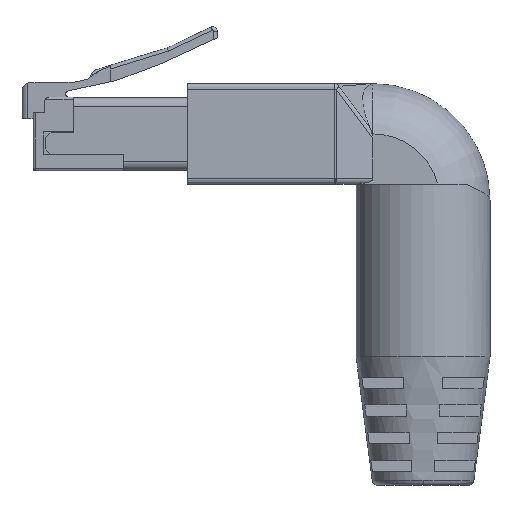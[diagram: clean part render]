
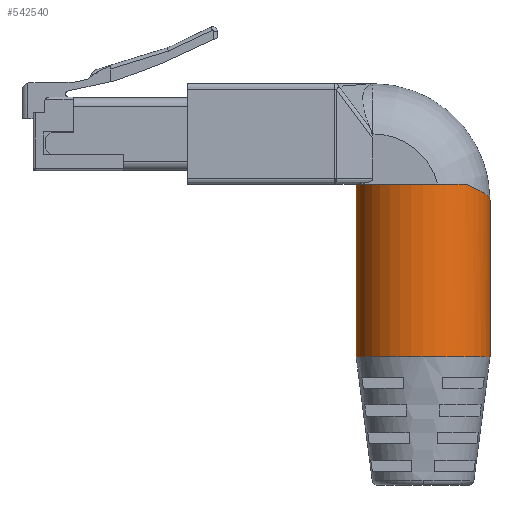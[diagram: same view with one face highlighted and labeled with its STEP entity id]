
A CAD part, left-side view. The second image highlights one B-rep face of the part: STEP entity #542540.
In plain terms, the highlighted cylindrical face has radius 6 mm (diameter 12 mm), a partial arc.
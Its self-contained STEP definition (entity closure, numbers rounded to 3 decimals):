
#372350=CARTESIAN_POINT('',(-6.,-22.,-4.8));
#372360=VERTEX_POINT('',#372350);
#372390=CARTESIAN_POINT('',(0.,-22.,-4.8));
#372400=DIRECTION('',(0.,0.,1.));
#372410=DIRECTION('',(1.,0.,0.));
#372420=AXIS2_PLACEMENT_3D('',#372390,#372400,#372410);
#372430=CIRCLE('',#372420,6.);
#372440=CARTESIAN_POINT('',(0.,-16.,-4.8));
#372450=VERTEX_POINT('',#372440);
#372460=EDGE_CURVE('',#372450,#372360,#372430,.T.);
#541240=CARTESIAN_POINT('',(-4.652,-25.789,-4.8));
#541250=VERTEX_POINT('',#541240);
#541280=EDGE_CURVE('',#372360,#541250,#372430,.T.);
#541330=CARTESIAN_POINT('',(0.,-17.5,-6.3));
#541340=DIRECTION('',(1.,0.,0.));
#541350=DIRECTION('',(0.,0.,1.));
#541360=AXIS2_PLACEMENT_3D('',#541330,#541340,#541350);
#541370=DEGENERATE_TOROIDAL_SURFACE('',#541360,4.25,6.25,.T.);
#541470=CARTESIAN_POINT('',(0.,-28.,-6.3)
);
#541480=VERTEX_POINT('',#541470);
#541510=CARTESIAN_POINT('',(0.,-22.,-4.8));
#541520=DIRECTION('',(0.,0.,1.));
#541530=DIRECTION('',(1.,0.,0.));
#541540=AXIS2_PLACEMENT_3D('',#541510,#541520,#541530);
#541550=CYLINDRICAL_SURFACE('',#541540,6.);
#541560=CARTESIAN_POINT('',(-4.652,-25.789,
-4.8));
#541570=CARTESIAN_POINT('',(-4.583,-25.873,
-4.836));
#541580=CARTESIAN_POINT('',(-4.512,-25.957,
-4.872));
#541590=CARTESIAN_POINT('',(-4.438,-26.038,
-4.907));
#541600=CARTESIAN_POINT('',(-4.364,-26.119,
-4.942));
#541610=CARTESIAN_POINT('',(-4.288,-26.199,
-4.976));
#541620=CARTESIAN_POINT('',(-4.209,-26.276,
-5.01));
#541630=CARTESIAN_POINT('',(-4.131,-26.353,
-5.044));
#541640=CARTESIAN_POINT('',(-4.05,-26.429,
-5.078));
#541650=CARTESIAN_POINT('',(-3.967,-26.502,
-5.111));
#541660=CARTESIAN_POINT('',(-3.925,-26.538,
-5.127));
#541670=CARTESIAN_POINT('',(-3.884,-26.574,
-5.144));
#541680=CARTESIAN_POINT('',(-3.841,-26.609,
-5.16));
#541690=CARTESIAN_POINT('',(-3.799,-26.645,
-5.177));
#541700=CARTESIAN_POINT('',(-3.756,-26.679,
-5.193));
#541710=CARTESIAN_POINT('',(-3.712,-26.714,
-5.209));
#541720=CARTESIAN_POINT('',(-3.626,-26.782,
-5.241));
#541730=CARTESIAN_POINT('',(-3.537,-26.848,
-5.273));
#541740=CARTESIAN_POINT('',(-3.446,-26.912,
-5.305));
#541750=CARTESIAN_POINT('',(-3.355,-26.976,
-5.337));
#541760=CARTESIAN_POINT('',(-3.262,-27.037,
-5.368));
#541770=CARTESIAN_POINT('',(-3.168,-27.095,
-5.4));
#541780=CARTESIAN_POINT('',(-3.074,-27.154,
-5.431));
#541790=CARTESIAN_POINT('',(-2.978,-27.21,
-5.462));
#541800=CARTESIAN_POINT('',(-2.88,-27.263,
-5.493));
#541810=CARTESIAN_POINT('',(-2.832,-27.29,
-5.508));
#541820=CARTESIAN_POINT('',(-2.783,-27.316,
-5.524));
#541830=CARTESIAN_POINT('',(-2.733,-27.341,
-5.539));
#541840=CARTESIAN_POINT('',(-2.684,-27.366,
-5.554));
#541850=CARTESIAN_POINT('',(-2.634,-27.391,
-5.57));
#541860=CARTESIAN_POINT('',(-2.584,-27.415,
-5.585));
#541870=CARTESIAN_POINT('',(-2.484,-27.463,
-5.615));
#541880=CARTESIAN_POINT('',(-2.382,-27.508,
-5.646));
#541890=CARTESIAN_POINT('',(-2.279,-27.55,
-5.676));
#541900=CARTESIAN_POINT('',(-2.176,-27.593,
-5.706));
#541910=CARTESIAN_POINT('',(-2.072,-27.632,
-5.736));
#541920=CARTESIAN_POINT('',(-1.967,-27.669,
-5.767));
#541930=CARTESIAN_POINT('',(-1.861,-27.705,
-5.797));
#541940=CARTESIAN_POINT('',(-1.755,-27.739,
-5.827));
#541950=CARTESIAN_POINT('',(-1.648,-27.769,
-5.856));
#541960=CARTESIAN_POINT('',(-1.541,-27.8,
-5.886));
#541970=CARTESIAN_POINT('',(-1.434,-27.827,
-5.916));
#541980=CARTESIAN_POINT('',(-1.325,-27.852,
-5.946));
#541990=CARTESIAN_POINT('',(-1.216,-27.876,
-5.975));
#542000=CARTESIAN_POINT('',(-1.107,-27.898,
-6.005));
#542010=CARTESIAN_POINT('',(-0.997,-27.917,
-6.035));
#542020=CARTESIAN_POINT('',(-0.942,-27.926,
-6.049));
#542030=CARTESIAN_POINT('',(-0.887,-27.934,
-6.064));
#542040=CARTESIAN_POINT('',(-0.832,-27.942,
-6.079));
#542050=CARTESIAN_POINT('',(-0.777,-27.95,
-6.094));
#542060=CARTESIAN_POINT('',(-0.722,-27.957,
-6.108));
#542070=CARTESIAN_POINT('',(-0.667,-27.963,
-6.123));
#542080=CARTESIAN_POINT('',(-0.556,-27.975,
-6.153));
#542090=CARTESIAN_POINT('',(-0.445,-27.985,
-6.182));
#542100=CARTESIAN_POINT('',(-0.334,-27.991,
-6.212));
#542110=CARTESIAN_POINT('',(-0.223,-27.997,
-6.241));
#542120=CARTESIAN_POINT('',(-0.111,-28.,-6.271));
#542130=CARTESIAN_POINT('',(0.,-28.,-6.3)
);
#542140=B_SPLINE_CURVE_WITH_KNOTS('',3,(#541560,#541570,#541580,#541590,
#541600,#541610,#541620,#541630,#541640,#541650,#541660,#541670,#541680,
#541690,#541700,#541710,#541720,#541730,#541740,#541750,#541760,#541770,
#541780,#541790,#541800,#541810,#541820,#541830,#541840,#541850,#541860,
#541870,#541880,#541890,#541900,#541910,#541920,#541930,#541940,#541950,
#541960,#541970,#541980,#541990,#542000,#542010,#542020,#542030,#542040,
#542050,#542060,#542070,#542080,#542090,#542100,#542110,#542120,#542130)
,.UNSPECIFIED.,.F.,.F.,(4,3,3,3,3,3,3,3,3,3,3,3,3,3,3,3,3,3,3,4),(0.,
0.346,0.692,1.038,1.211,
1.383,1.729,2.075,2.421,
2.594,2.767,3.113,3.459,
3.805,4.15,4.496,4.668,
4.841,5.187,5.532),.UNSPECIFIED.);
#542150=SURFACE_CURVE('',#542140,(#541370,#541550),.CURVE_3D.);
#542160=EDGE_CURVE('',#541250,#541480,#542150,.T.);
#542210=CARTESIAN_POINT('',(0.,-22.,-15.15));
#542220=DIRECTION('',(0.,0.,1.));
#542230=DIRECTION('',(0.,1.,0.));
#542240=AXIS2_PLACEMENT_3D('',#542210,#542220,#542230);
#542250=CYLINDRICAL_SURFACE('',#542240,6.);
#542260=ORIENTED_EDGE('',*,*,#542160,.F.);
#542270=CARTESIAN_POINT('',(0.,-28.,-15.15));
#542280=DIRECTION('',(0.,0.,1.));
#542290=VECTOR('',#542280,1.);
#542300=LINE('',#542270,#542290);
#542310=CARTESIAN_POINT('',(0.,-28.,-20.3));
#542320=VERTEX_POINT('',#542310);
#542330=EDGE_CURVE('',#542320,#541480,#542300,.T.);
#542340=ORIENTED_EDGE('',*,*,#542330,.T.);
#542350=CARTESIAN_POINT('',(0.,-22.,-20.3));
#542360=DIRECTION('',(0.,0.,-1.));
#542370=DIRECTION('',(0.,-1.,0.));
#542380=AXIS2_PLACEMENT_3D('',#542350,#542360,#542370);
#542390=CIRCLE('',#542380,6.);
#542400=CARTESIAN_POINT('',(0.,-16.,-20.3));
#542410=VERTEX_POINT('',#542400);
#542420=EDGE_CURVE('',#542320,#542410,#542390,.T.);
#542430=ORIENTED_EDGE('',*,*,#542420,.F.);
#542440=CARTESIAN_POINT('',(0.,-16.,-15.15));
#542450=DIRECTION('',(0.,0.,1.));
#542460=VECTOR('',#542450,1.);
#542470=LINE('',#542440,#542460);
#542480=EDGE_CURVE('',#542410,#372450,#542470,.T.);
#542490=ORIENTED_EDGE('',*,*,#542480,.F.);
#542500=ORIENTED_EDGE('',*,*,#372460,.F.);
#542510=ORIENTED_EDGE('',*,*,#541280,.F.);
#542520=EDGE_LOOP('',(#542510,#542500,#542490,#542430,#542340,#542260));
#542530=FACE_OUTER_BOUND('',#542520,.T.);
#542540=ADVANCED_FACE('',(#542530),#542250,.T.);
